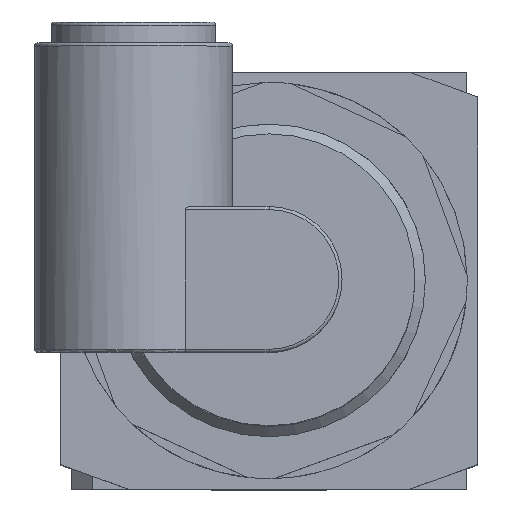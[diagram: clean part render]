
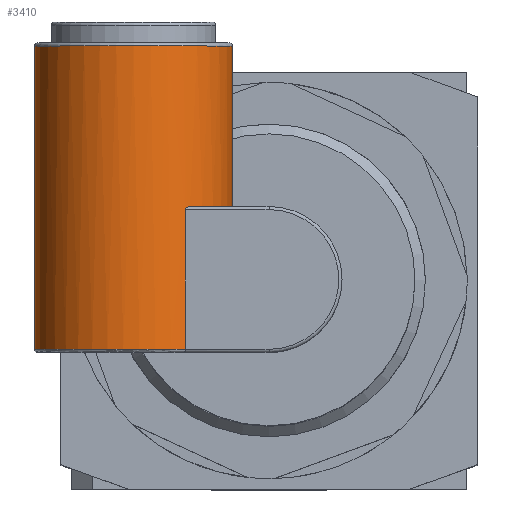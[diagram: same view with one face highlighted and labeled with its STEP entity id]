
A CAD part, top view. The second image highlights one B-rep face of the part: STEP entity #3410.
In plain terms, the highlighted cylindrical face has radius 9.5 mm (diameter 19 mm), a full revolution.
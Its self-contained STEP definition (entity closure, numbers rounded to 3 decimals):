
#27=B_SPLINE_CURVE_WITH_KNOTS('',3,(#5891,#5892,#5893,#5894,#5895,#5896,
#5897,#5898,#5899,#5900,#5901,#5902),.UNSPECIFIED.,.F.,.F.,(4,2,2,2,2,4),
(0.,0.006,0.011,0.023,0.044,
0.065),.UNSPECIFIED.);
#29=B_SPLINE_CURVE_WITH_KNOTS('',3,(#5923,#5924,#5925,#5926,#5927,#5928,
#5929,#5930,#5931,#5932,#5933,#5934),.UNSPECIFIED.,.F.,.F.,(4,2,2,2,2,4),
(-0.065,-0.044,-0.023,-0.011,
-0.006,0.),.UNSPECIFIED.);
#241=CYLINDRICAL_SURFACE('',#3908,9.5);
#416=FACE_OUTER_BOUND('',#628,.T.);
#628=EDGE_LOOP('',(#3077,#3078,#3079,#3080,#3081,#3082,#3083,#3084,#3085,
#3086,#3087,#3088));
#897=LINE('',#5880,#1176);
#903=LINE('',#5964,#1182);
#904=LINE('',#5981,#1183);
#1176=VECTOR('',#4840,10.);
#1182=VECTOR('',#4882,10.);
#1183=VECTOR('',#4901,9.5);
#1351=CIRCLE('',#3880,9.5);
#1361=CIRCLE('',#3900,9.5);
#1362=CIRCLE('',#3901,9.5);
#1367=CIRCLE('',#3909,9.5);
#1368=CIRCLE('',#3910,9.5);
#1369=CIRCLE('',#3911,9.5);
#1675=VERTEX_POINT('',#5862);
#1677=VERTEX_POINT('',#5866);
#1680=VERTEX_POINT('',#5876);
#1682=VERTEX_POINT('',#5879);
#1686=VERTEX_POINT('',#5922);
#1688=VERTEX_POINT('',#5939);
#1690=VERTEX_POINT('',#5960);
#1695=VERTEX_POINT('',#5975);
#1696=VERTEX_POINT('',#5976);
#1697=VERTEX_POINT('',#5978);
#2133=EDGE_CURVE('',#1675,#1677,#1351,.T.);
#2138=EDGE_CURVE('',#1682,#1680,#897,.T.);
#2144=EDGE_CURVE('',#1675,#1680,#27,.F.);
#2148=EDGE_CURVE('',#1686,#1677,#29,.F.);
#2155=EDGE_CURVE('',#1682,#1690,#1361,.T.);
#2156=EDGE_CURVE('',#1690,#1688,#1362,.T.);
#2157=EDGE_CURVE('',#1686,#1688,#903,.T.);
#2162=EDGE_CURVE('',#1695,#1696,#1367,.T.);
#2163=EDGE_CURVE('',#1697,#1695,#1368,.T.);
#2164=EDGE_CURVE('',#1696,#1697,#1369,.T.);
#2165=EDGE_CURVE('',#1696,#1690,#904,.T.);
#3077=ORIENTED_EDGE('',*,*,#2162,.F.);
#3078=ORIENTED_EDGE('',*,*,#2163,.F.);
#3079=ORIENTED_EDGE('',*,*,#2164,.F.);
#3080=ORIENTED_EDGE('',*,*,#2165,.T.);
#3081=ORIENTED_EDGE('',*,*,#2155,.F.);
#3082=ORIENTED_EDGE('',*,*,#2138,.T.);
#3083=ORIENTED_EDGE('',*,*,#2144,.F.);
#3084=ORIENTED_EDGE('',*,*,#2133,.T.);
#3085=ORIENTED_EDGE('',*,*,#2148,.F.);
#3086=ORIENTED_EDGE('',*,*,#2157,.T.);
#3087=ORIENTED_EDGE('',*,*,#2156,.F.);
#3088=ORIENTED_EDGE('',*,*,#2165,.F.);
#3410=ADVANCED_FACE('',(#416),#241,.T.);
#3880=AXIS2_PLACEMENT_3D('',#5868,#4828,#4829);
#3900=AXIS2_PLACEMENT_3D('',#5961,#4876,#4877);
#3901=AXIS2_PLACEMENT_3D('',#5962,#4878,#4879);
#3908=AXIS2_PLACEMENT_3D('',#5974,#4893,#4894);
#3909=AXIS2_PLACEMENT_3D('',#5977,#4895,#4896);
#3910=AXIS2_PLACEMENT_3D('',#5979,#4897,#4898);
#3911=AXIS2_PLACEMENT_3D('',#5980,#4899,#4900);
#4828=DIRECTION('center_axis',(0.,1.,0.));
#4829=DIRECTION('ref_axis',(-1.,0.,0.));
#4840=DIRECTION('',(0.,1.,0.));
#4876=DIRECTION('center_axis',(0.,-1.,0.));
#4877=DIRECTION('ref_axis',(1.,0.,0.));
#4878=DIRECTION('center_axis',(0.,-1.,0.));
#4879=DIRECTION('ref_axis',(1.,0.,0.));
#4882=DIRECTION('',(0.,-1.,0.));
#4893=DIRECTION('center_axis',(0.,1.,0.));
#4894=DIRECTION('ref_axis',(-1.,0.,0.));
#4895=DIRECTION('center_axis',(0.,1.,0.));
#4896=DIRECTION('ref_axis',(1.,0.,0.));
#4897=DIRECTION('center_axis',(0.,1.,0.));
#4898=DIRECTION('ref_axis',(1.,0.,0.));
#4899=DIRECTION('center_axis',(0.,1.,0.));
#4900=DIRECTION('ref_axis',(1.,0.,0.));
#4901=DIRECTION('',(0.,-1.,0.));
#5862=CARTESIAN_POINT('',(-5.423,-5.054,-7.8));
#5866=CARTESIAN_POINT('',(-5.423,-5.054,7.8));
#5868=CARTESIAN_POINT('Origin',(0.,-5.054,0.));
#5876=CARTESIAN_POINT('',(-4.964,-5.354,-8.1));
#5879=CARTESIAN_POINT('',(-4.964,-18.754,-8.1));
#5880=CARTESIAN_POINT('',(-4.964,-4.204,-8.1));
#5891=CARTESIAN_POINT('Ctrl Pts',(-4.964,-5.354,-8.1));
#5892=CARTESIAN_POINT('Ctrl Pts',(-4.964,-5.335,-8.1));
#5893=CARTESIAN_POINT('Ctrl Pts',(-4.967,-5.316,-8.098));
#5894=CARTESIAN_POINT('Ctrl Pts',(-4.978,-5.28,-8.091));
#5895=CARTESIAN_POINT('Ctrl Pts',(-4.986,-5.263,-8.087));
#5896=CARTESIAN_POINT('Ctrl Pts',(-5.015,-5.215,-8.069));
#5897=CARTESIAN_POINT('Ctrl Pts',(-5.042,-5.188,-8.052));
#5898=CARTESIAN_POINT('Ctrl Pts',(-5.118,-5.128,-8.004));
#5899=CARTESIAN_POINT('Ctrl Pts',(-5.178,-5.099,-7.965));
#5900=CARTESIAN_POINT('Ctrl Pts',(-5.301,-5.062,-7.884));
#5901=CARTESIAN_POINT('Ctrl Pts',(-5.365,-5.054,-7.84));
#5902=CARTESIAN_POINT('Ctrl Pts',(-5.423,-5.054,-7.8));
#5922=CARTESIAN_POINT('',(-4.964,-5.354,8.1));
#5923=CARTESIAN_POINT('Ctrl Pts',(-5.423,-5.054,7.8));
#5924=CARTESIAN_POINT('Ctrl Pts',(-5.365,-5.054,7.84));
#5925=CARTESIAN_POINT('Ctrl Pts',(-5.301,-5.062,7.884));
#5926=CARTESIAN_POINT('Ctrl Pts',(-5.178,-5.099,7.965));
#5927=CARTESIAN_POINT('Ctrl Pts',(-5.118,-5.128,8.004));
#5928=CARTESIAN_POINT('Ctrl Pts',(-5.042,-5.188,8.052));
#5929=CARTESIAN_POINT('Ctrl Pts',(-5.015,-5.215,8.069));
#5930=CARTESIAN_POINT('Ctrl Pts',(-4.986,-5.263,8.087));
#5931=CARTESIAN_POINT('Ctrl Pts',(-4.978,-5.28,8.091));
#5932=CARTESIAN_POINT('Ctrl Pts',(-4.967,-5.316,8.098));
#5933=CARTESIAN_POINT('Ctrl Pts',(-4.964,-5.335,8.1));
#5934=CARTESIAN_POINT('Ctrl Pts',(-4.964,-5.354,8.1));
#5939=CARTESIAN_POINT('',(-4.964,-18.754,8.1));
#5960=CARTESIAN_POINT('',(9.5,-18.754,0.));
#5961=CARTESIAN_POINT('Origin',(0.,-18.754,0.));
#5962=CARTESIAN_POINT('Origin',(0.,-18.754,0.));
#5964=CARTESIAN_POINT('',(-4.964,-4.204,8.1));
#5974=CARTESIAN_POINT('Origin',(0.,-4.204,0.));
#5975=CARTESIAN_POINT('',(-9.5,10.346,0.));
#5976=CARTESIAN_POINT('',(9.5,10.346,0.));
#5977=CARTESIAN_POINT('Origin',(0.,10.346,0.));
#5978=CARTESIAN_POINT('',(0.,10.346,-9.5));
#5979=CARTESIAN_POINT('Origin',(0.,10.346,0.));
#5980=CARTESIAN_POINT('Origin',(0.,10.346,0.));
#5981=CARTESIAN_POINT('',(9.5,-4.204,0.));
